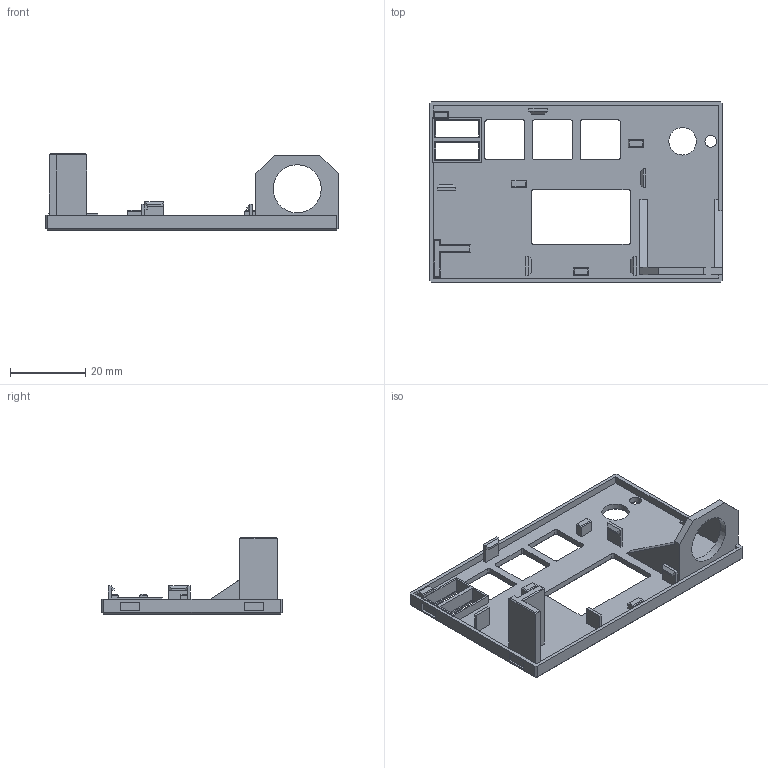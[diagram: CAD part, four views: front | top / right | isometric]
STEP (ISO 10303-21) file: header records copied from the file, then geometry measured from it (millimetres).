
FILE_DESCRIPTION(('Open CASCADE Model'),'2;1');
FILE_NAME('Open CASCADE Shape Model','2025-07-16T18:17:58',('Author'),( 'Open CASCADE'),'Open CASCADE STEP processor 7.7','Open CASCADE 7.7' ,'Unknown');
FILE_SCHEMA(('AUTOMOTIVE_DESIGN { 1 0 10303 214 1 1 1 1 }'));
Length unit declared in the file: millimetre
Products named in the file (1): Open CASCADE STEP translator 7.7 725
Bounding box: 78 x 48 x 20.3 mm (x, y, z)
Volume: 7935.3 mm3; surface area: 10031.1 mm2
Topology: 1 solids, 1 shells, 252 faces, 615 edges, 379 vertices
Faces by surface type: plane 215, cylinder 19, cone 18
Full cylindrical faces by diameter (mm): 3.1 x1, 7.3 x1, 12.8 x1
Entity records: 15218 total; most frequent: CARTESIAN_POINT 2489, DIRECTION 2405, LINE 1751, VECTOR 1751, ORIENTED_EDGE 1230, PCURVE 1230, DEFINITIONAL_REPRESENTATION 1230, EDGE_CURVE 615
